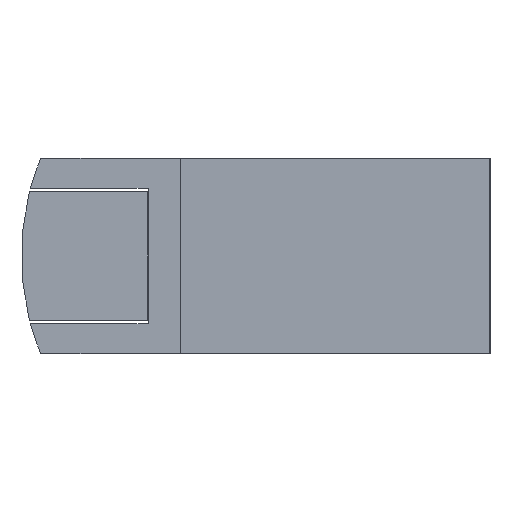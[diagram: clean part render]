
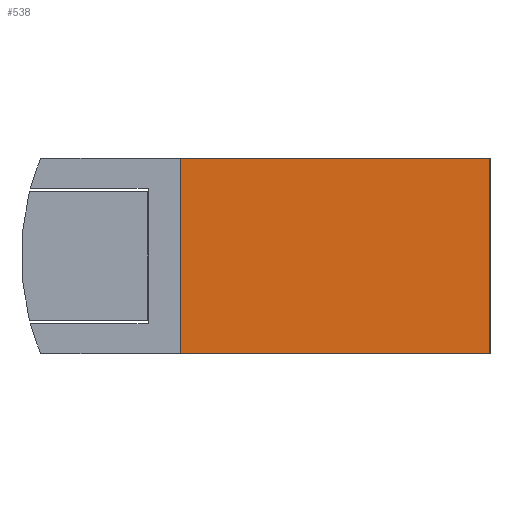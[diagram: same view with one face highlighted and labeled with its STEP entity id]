
A CAD part, left-side view. The second image highlights one B-rep face of the part: STEP entity #538.
In plain terms, the highlighted planar face has unit normal (-1, 0, 0).
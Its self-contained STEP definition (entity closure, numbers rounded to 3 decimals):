
#48 = AXIS2_PLACEMENT_3D ( 'NONE', #691, #175, #753 ) ;
#67 = EDGE_LOOP ( 'NONE', ( #1079, #1083, #793, #285 ) ) ;
#79 = CARTESIAN_POINT ( 'NONE',  ( -166., -19., 6. ) ) ;
#165 = FACE_OUTER_BOUND ( 'NONE', #67, .T. ) ;
#175 = DIRECTION ( 'NONE',  ( 1., 0., 0. ) ) ;
#176 = EDGE_CURVE ( 'NONE', #418, #216, #770, .T. ) ;
#216 = VERTEX_POINT ( 'NONE', #612 ) ;
#221 = LINE ( 'NONE', #819, #449 ) ;
#242 = VECTOR ( 'NONE', #329, 1000. ) ;
#285 = ORIENTED_EDGE ( 'NONE', *, *, #1084, .T. ) ;
#302 = VERTEX_POINT ( 'NONE', #828 ) ;
#315 = DIRECTION ( 'NONE',  ( 0., 0., -1. ) ) ;
#329 = DIRECTION ( 'NONE',  ( 0., 1., 0. ) ) ;
#403 = VERTEX_POINT ( 'NONE', #491 ) ;
#406 = EDGE_CURVE ( 'NONE', #403, #216, #221, .T. ) ;
#414 = LINE ( 'NONE', #887, #242 ) ;
#418 = VERTEX_POINT ( 'NONE', #658 ) ;
#420 = LINE ( 'NONE', #79, #456 ) ;
#449 = VECTOR ( 'NONE', #315, 1000. ) ;
#456 = VECTOR ( 'NONE', #523, 1000. ) ;
#491 = CARTESIAN_POINT ( 'NONE',  ( -166., 0., 6. ) ) ;
#513 = EDGE_CURVE ( 'NONE', #302, #418, #420, .T. ) ;
#523 = DIRECTION ( 'NONE',  ( 0., 0., -1. ) ) ;
#538 = ADVANCED_FACE ( 'NONE', ( #165 ), #1098, .F. ) ;
#612 = CARTESIAN_POINT ( 'NONE',  ( -166., 0., -6. ) ) ;
#658 = CARTESIAN_POINT ( 'NONE',  ( -166., -19., -6. ) ) ;
#691 = CARTESIAN_POINT ( 'NONE',  ( -166., -19., 6. ) ) ;
#753 = DIRECTION ( 'NONE',  ( 0., 0., -1. ) ) ;
#770 = LINE ( 'NONE', #867, #806 ) ;
#793 = ORIENTED_EDGE ( 'NONE', *, *, #513, .F. ) ;
#806 = VECTOR ( 'NONE', #1046, 1000. ) ;
#819 = CARTESIAN_POINT ( 'NONE',  ( -166., 0., 6. ) ) ;
#828 = CARTESIAN_POINT ( 'NONE',  ( -166., -19., 6. ) ) ;
#867 = CARTESIAN_POINT ( 'NONE',  ( -166., -19., -6. ) ) ;
#887 = CARTESIAN_POINT ( 'NONE',  ( -166., -19., 6. ) ) ;
#1046 = DIRECTION ( 'NONE',  ( 0., 1., 0. ) ) ;
#1079 = ORIENTED_EDGE ( 'NONE', *, *, #406, .T. ) ;
#1083 = ORIENTED_EDGE ( 'NONE', *, *, #176, .F. ) ;
#1084 = EDGE_CURVE ( 'NONE', #302, #403, #414, .T. ) ;
#1098 = PLANE ( 'NONE',  #48 ) ;
